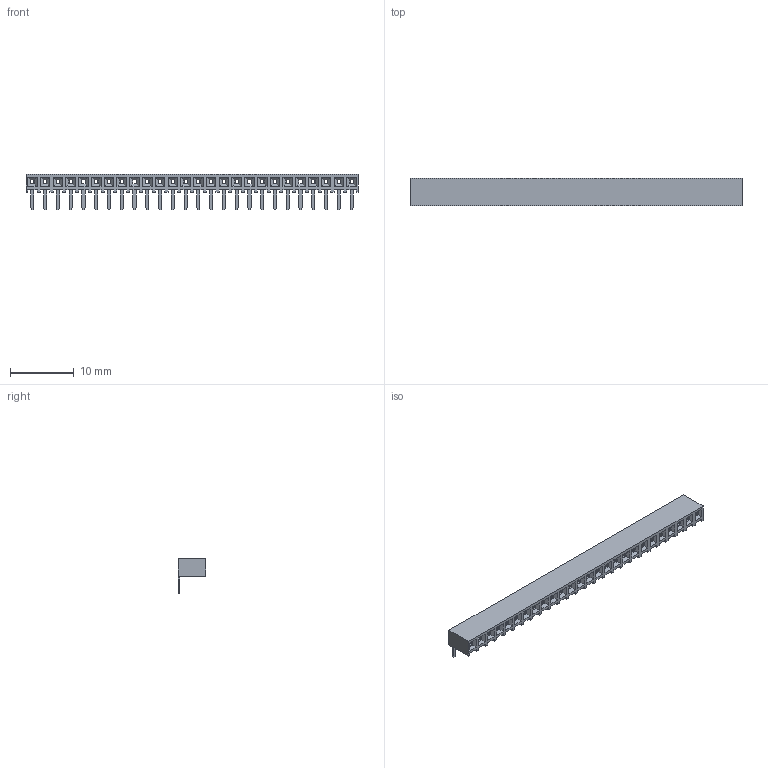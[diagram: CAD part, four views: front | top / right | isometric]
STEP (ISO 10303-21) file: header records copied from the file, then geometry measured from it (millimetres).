
FILE_DESCRIPTION(('STEP AP214'), '1');
FILE_NAME('PBS2-R', '', ('UNSPECIFIED'), ('UNSPECIFIED'), 'ASCON STEP Converter 1.6', 'ASCON Math Kernel', '');
FILE_SCHEMA(('AUTOMOTIVE_DESIGN { 1 0 10303 214 3 1 1}'));
Length unit declared in the file: millimetre
Bounding box: 52 x 4.3 x 5.5 mm (x, y, z)
Volume: 385.1 mm3; surface area: 2155.7 mm2
Topology: 27 solids, 27 shells, 1878 faces, 5160 edges, 3336 vertices
Faces by surface type: plane 1514, cylinder 364
Entity records: 73980 total; most frequent: CARTESIAN_POINT 10375, ORIENTED_EDGE 10320, DIRECTION 9646, EDGE_CURVE 5160, LINE 4432, VECTOR 4432, VERTEX_POINT 3336, AXIS2_PLACEMENT_3D 2607
